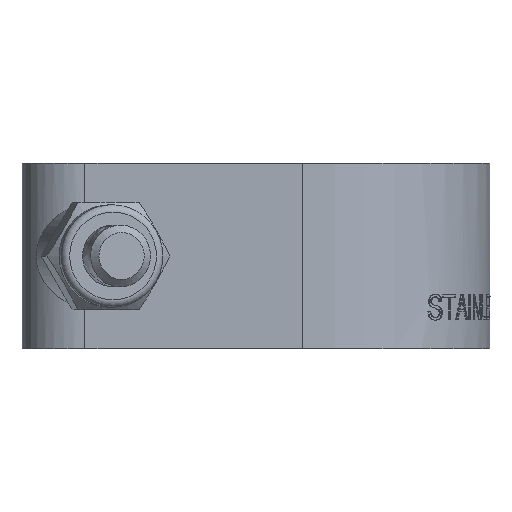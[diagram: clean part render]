
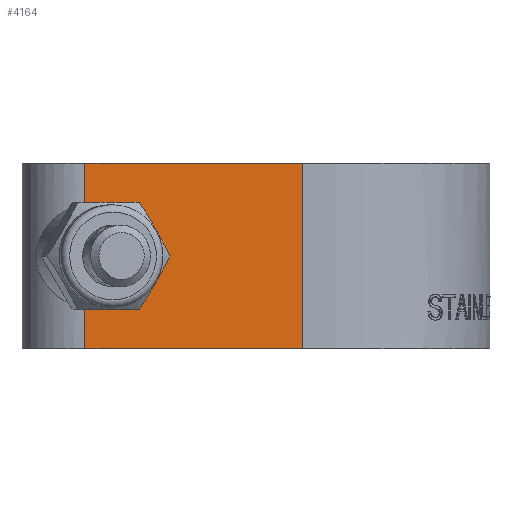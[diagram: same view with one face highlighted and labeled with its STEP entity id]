
A CAD part, left-side view. The second image highlights one B-rep face of the part: STEP entity #4164.
In plain terms, the highlighted planar face has unit normal (-1, -0.02, 0).
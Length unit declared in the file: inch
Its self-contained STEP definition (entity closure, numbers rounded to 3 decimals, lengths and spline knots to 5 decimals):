
#142=ELLIPSE('',#4478,0.214,0.2125);
#638=FACE_OUTER_BOUND('',#915,.T.);
#915=EDGE_LOOP('',(#3793,#3794,#3795,#3796,#3797,#3798));
#937=LINE('',#5352,#1199);
#938=LINE('',#5364,#1200);
#950=LINE('',#5930,#1212);
#1187=LINE('',#20374,#1449);
#1188=LINE('',#20375,#1450);
#1199=VECTOR('',#4514,0.3937);
#1200=VECTOR('',#4525,0.3937);
#1212=VECTOR('',#4611,0.3937);
#1449=VECTOR('',#5282,0.3937);
#1450=VECTOR('',#5283,0.3937);
#1594=VERTEX_POINT('',#5332);
#1602=VERTEX_POINT('',#5350);
#1606=VERTEX_POINT('',#5360);
#1608=VERTEX_POINT('',#5363);
#1986=VERTEX_POINT('',#20349);
#1987=VERTEX_POINT('',#20350);
#2011=EDGE_CURVE('',#1594,#1602,#937,.T.);
#2016=EDGE_CURVE('',#1608,#1606,#938,.T.);
#2067=EDGE_CURVE('',#1606,#1594,#950,.T.);
#2586=EDGE_CURVE('',#1602,#1987,#1187,.T.);
#2587=EDGE_CURVE('',#1986,#1608,#1188,.T.);
#2593=EDGE_CURVE('',#1987,#1986,#142,.T.);
#3793=ORIENTED_EDGE('',*,*,#2593,.T.);
#3794=ORIENTED_EDGE('',*,*,#2587,.T.);
#3795=ORIENTED_EDGE('',*,*,#2016,.T.);
#3796=ORIENTED_EDGE('',*,*,#2067,.T.);
#3797=ORIENTED_EDGE('',*,*,#2011,.T.);
#3798=ORIENTED_EDGE('',*,*,#2586,.T.);
#3939=PLANE('',#4477);
#4164=ADVANCED_FACE('',(#638),#3939,.T.);
#4477=AXIS2_PLACEMENT_3D('',#20408,#5297,#5298);
#4478=AXIS2_PLACEMENT_3D('',#20409,#5299,#5300);
#4514=DIRECTION('',(-0.02,1.,0.));
#4525=DIRECTION('',(0.02,-1.,0.));
#4611=DIRECTION('',(0.,0.,1.));
#5282=DIRECTION('',(0.,0.,-1.));
#5283=DIRECTION('',(0.,0.,-1.));
#5297=DIRECTION('center_axis',(-1.,-0.02,0.));
#5298=DIRECTION('ref_axis',(0.,0.,1.));
#5299=DIRECTION('center_axis',(1.,0.02,0.));
#5300=DIRECTION('ref_axis',(0.02,-1.,0.));
#5332=CARTESIAN_POINT('',(-0.77484,-0.01556,0.375));
#5350=CARTESIAN_POINT('',(-0.79252,0.8646,0.375));
#5352=CARTESIAN_POINT('',(-0.79252,0.8646,0.375));
#5360=CARTESIAN_POINT('',(-0.77484,-0.01556,-0.375));
#5363=CARTESIAN_POINT('',(-0.79252,0.8646,-0.375));
#5364=CARTESIAN_POINT('',(-0.79252,0.8646,-0.375));
#5930=CARTESIAN_POINT('',(-0.77484,-0.01556,0.));
#20349=CARTESIAN_POINT('',(-0.79252,0.8646,-0.21044));
#20350=CARTESIAN_POINT('',(-0.79252,0.8646,0.21044));
#20374=CARTESIAN_POINT('',(-0.79252,0.8646,0.));
#20375=CARTESIAN_POINT('',(-0.79252,0.8646,0.));
#20408=CARTESIAN_POINT('Origin',(-0.77484,-0.01556,
0.));
#20409=CARTESIAN_POINT('Origin',(-0.79192,0.8349,0.));
